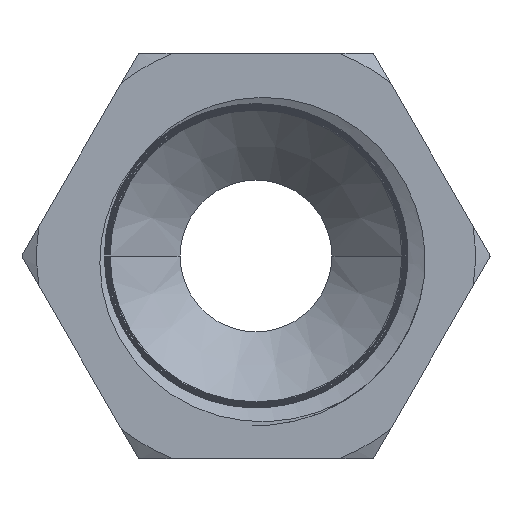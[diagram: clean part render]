
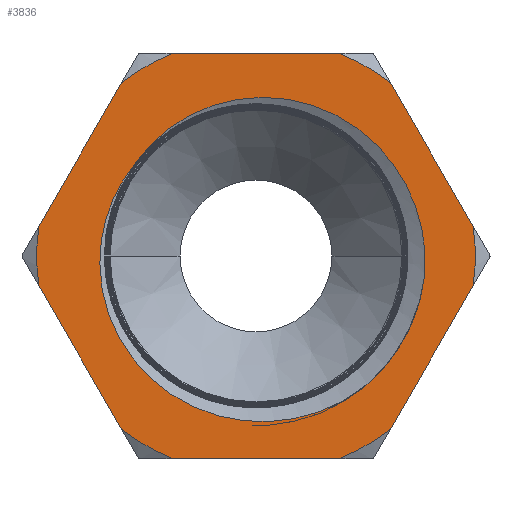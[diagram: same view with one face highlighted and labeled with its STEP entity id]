
A CAD part, left-side view. The second image highlights one B-rep face of the part: STEP entity #3836.
In plain terms, the highlighted planar face has unit normal (-1, 0, 0).
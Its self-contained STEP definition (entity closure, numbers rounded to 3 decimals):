
#121=DIRECTION('',(0.,-0.5,0.866));
#122=VECTOR('',#121,12.972);
#123=CARTESIAN_POINT('',(0.,17.013,2.333));
#124=LINE('',#123,#122);
#125=CARTESIAN_POINT('',(0.,0.,0.));
#126=DIRECTION('',(-1.,0.,0.));
#127=DIRECTION('',(0.,0.378,0.926));
#128=AXIS2_PLACEMENT_3D('',#125,#126,#127);
#130=DIRECTION('',(0.,-1.,0.));
#131=VECTOR('',#130,12.972);
#132=CARTESIAN_POINT('',(0.,6.486,15.9));
#133=LINE('',#132,#131);
#134=CARTESIAN_POINT('',(0.,0.,0.));
#135=DIRECTION('',(-1.,0.,0.));
#136=DIRECTION('',(0.,-0.613,0.79));
#137=AXIS2_PLACEMENT_3D('',#134,#135,#136);
#139=DIRECTION('',(0.,-0.5,-0.866));
#140=VECTOR('',#139,12.972);
#141=CARTESIAN_POINT('',(0.,-10.527,13.567));
#142=LINE('',#141,#140);
#143=DIRECTION('',(0.,0.5,-0.866));
#144=VECTOR('',#143,12.972);
#145=CARTESIAN_POINT('',(0.,-17.013,-2.333));
#146=LINE('',#145,#144);
#147=CARTESIAN_POINT('',(0.,0.,0.));
#148=DIRECTION('',(-1.,0.,0.));
#149=DIRECTION('',(0.,-0.378,-0.926));
#150=AXIS2_PLACEMENT_3D('',#147,#148,#149);
#152=DIRECTION('',(0.,1.,0.));
#153=VECTOR('',#152,12.972);
#154=CARTESIAN_POINT('',(0.,-6.486,-15.9));
#155=LINE('',#154,#153);
#156=CARTESIAN_POINT('',(0.,0.,0.));
#157=DIRECTION('',(-1.,0.,0.));
#158=DIRECTION('',(0.,0.613,-0.79));
#159=AXIS2_PLACEMENT_3D('',#156,#157,#158);
#161=DIRECTION('',(0.,0.5,0.866));
#162=VECTOR('',#161,12.972);
#163=CARTESIAN_POINT('',(0.,10.527,-13.567));
#164=LINE('',#163,#162);
#165=CARTESIAN_POINT('',(0.,9.431,7.304));
#166=CARTESIAN_POINT('',(0.,9.086,7.792));
#167=CARTESIAN_POINT('',(0.,8.331,8.709));
#168=CARTESIAN_POINT('',(0.,6.976,9.926));
#169=CARTESIAN_POINT('',(0.,5.463,10.921));
#170=CARTESIAN_POINT('',(0.,3.805,11.687));
#171=CARTESIAN_POINT('',(0.,2.037,12.201));
#172=CARTESIAN_POINT('',(0.,0.217,12.447));
#173=CARTESIAN_POINT('',(0.,-1.648,12.42));
#174=CARTESIAN_POINT('',(0.,-3.475,12.118));
#175=CARTESIAN_POINT('',(0.,-5.248,11.548));
#176=CARTESIAN_POINT('',(0.,-6.933,10.717));
#177=CARTESIAN_POINT('',(0.,-8.503,9.627));
#178=CARTESIAN_POINT('',(0.,-9.907,8.298));
#179=CARTESIAN_POINT('',(0.,-11.058,6.825));
#180=CARTESIAN_POINT('',(0.,-11.944,5.291));
#181=CARTESIAN_POINT('',(0.,-12.598,3.703));
#182=CARTESIAN_POINT('',(0.,-13.041,2.048));
#183=CARTESIAN_POINT('',(0.,-13.269,0.311));
#184=CARTESIAN_POINT('',(0.,-13.266,-0.859));
#185=CARTESIAN_POINT('',(0.,-13.225,-1.45));
#187=CARTESIAN_POINT('',(0.,0.,0.));
#188=DIRECTION('',(-1.,0.,0.));
#189=DIRECTION('',(0.,0.791,0.612));
#190=AXIS2_PLACEMENT_3D('',#187,#188,#189);
#192=CARTESIAN_POINT('',(0.,-8.366,-10.335));
#193=CARTESIAN_POINT('',(0.,-7.837,-10.733));
#194=CARTESIAN_POINT('',(0.,-6.734,-11.44));
#195=CARTESIAN_POINT('',(0.,-4.927,-12.25));
#196=CARTESIAN_POINT('',(0.,-3.045,-12.774));
#197=CARTESIAN_POINT('',(0.,-1.12,-13.014));
#198=CARTESIAN_POINT('',(0.,0.841,-12.965));
#199=CARTESIAN_POINT('',(0.,2.815,-12.612));
#200=CARTESIAN_POINT('',(0.,4.763,-11.931));
#201=CARTESIAN_POINT('',(0.,6.55,-10.962));
#202=CARTESIAN_POINT('',(0.,8.155,-9.727));
#203=CARTESIAN_POINT('',(0.,9.523,-8.277));
#204=CARTESIAN_POINT('',(0.,10.641,-6.64));
#205=CARTESIAN_POINT('',(0.,11.493,-4.832));
#206=CARTESIAN_POINT('',(0.,12.05,-2.892));
#207=CARTESIAN_POINT('',(0.,12.277,-0.898));
#208=CARTESIAN_POINT('',(0.,12.193,0.936));
#209=CARTESIAN_POINT('',(0.,11.879,2.591));
#210=CARTESIAN_POINT('',(0.,11.369,4.126));
#211=CARTESIAN_POINT('',(0.,10.653,5.592));
#212=CARTESIAN_POINT('',(0.,10.041,6.504));
#213=CARTESIAN_POINT('',(0.,9.698,6.944));
#215=CARTESIAN_POINT('',(0.,-13.225,-1.45));
#216=CARTESIAN_POINT('',(0.,-13.161,-2.025));
#217=CARTESIAN_POINT('',(0.,-12.961,-3.158));
#218=CARTESIAN_POINT('',(0.,-12.44,-4.817));
#219=CARTESIAN_POINT('',(0.,-11.704,-6.396));
#220=CARTESIAN_POINT('',(0.,-10.78,-7.852));
#221=CARTESIAN_POINT('',(0.,-9.662,-9.192));
#222=CARTESIAN_POINT('',(0.,-8.816,-9.971));
#223=CARTESIAN_POINT('',(0.,-8.366,-10.335));
#239=CARTESIAN_POINT('',(0.,0.,0.));
#240=DIRECTION('',(-1.,0.,0.));
#241=DIRECTION('',(0.,0.991,0.136));
#242=AXIS2_PLACEMENT_3D('',#239,#240,#241);
#265=CARTESIAN_POINT('',(0.,0.,0.));
#266=DIRECTION('',(-1.,0.,0.));
#267=DIRECTION('',(0.,-0.991,-0.136));
#268=AXIS2_PLACEMENT_3D('',#265,#266,#267);
#3578=CARTESIAN_POINT('',(0.,10.527,-13.567));
#3579=CARTESIAN_POINT('',(0.,6.486,-15.9));
#3580=VERTEX_POINT('',#3578);
#3581=VERTEX_POINT('',#3579);
#3582=CARTESIAN_POINT('',(0.,-6.486,-15.9));
#3583=CARTESIAN_POINT('',(0.,-10.527,-13.567));
#3584=VERTEX_POINT('',#3582);
#3585=VERTEX_POINT('',#3583);
#3586=CARTESIAN_POINT('',(0.,-10.527,13.567));
#3587=CARTESIAN_POINT('',(0.,-6.486,15.9));
#3588=VERTEX_POINT('',#3586);
#3589=VERTEX_POINT('',#3587);
#3590=CARTESIAN_POINT('',(0.,6.486,15.9));
#3591=CARTESIAN_POINT('',(0.,10.527,13.567));
#3592=VERTEX_POINT('',#3590);
#3593=VERTEX_POINT('',#3591);
#3610=CARTESIAN_POINT('',(0.,17.013,-2.333));
#3611=VERTEX_POINT('',#3610);
#3612=CARTESIAN_POINT('',(0.,17.013,2.333));
#3613=VERTEX_POINT('',#3612);
#3614=CARTESIAN_POINT('',(0.,-17.013,2.333));
#3615=VERTEX_POINT('',#3614);
#3616=CARTESIAN_POINT('',(0.,-17.013,-2.333));
#3617=VERTEX_POINT('',#3616);
#3664=VERTEX_POINT('',#165);
#3665=VERTEX_POINT('',#185);
#3666=VERTEX_POINT('',#223);
#3667=VERTEX_POINT('',#213);
#3795=CARTESIAN_POINT('',(0.,0.,0.));
#3796=DIRECTION('',(1.,0.,0.));
#3797=DIRECTION('',(0.,0.,-1.));
#3798=AXIS2_PLACEMENT_3D('',#3795,#3796,#3797);
#3799=PLANE('',#3798);
#3801=ORIENTED_EDGE('',*,*,#3800,.F.);
#3803=ORIENTED_EDGE('',*,*,#3802,.T.);
#3805=ORIENTED_EDGE('',*,*,#3804,.F.);
#3807=ORIENTED_EDGE('',*,*,#3806,.T.);
#3809=ORIENTED_EDGE('',*,*,#3808,.F.);
#3811=ORIENTED_EDGE('',*,*,#3810,.T.);
#3813=ORIENTED_EDGE('',*,*,#3812,.F.);
#3815=ORIENTED_EDGE('',*,*,#3814,.T.);
#3817=ORIENTED_EDGE('',*,*,#3816,.F.);
#3819=ORIENTED_EDGE('',*,*,#3818,.T.);
#3821=ORIENTED_EDGE('',*,*,#3820,.F.);
#3823=ORIENTED_EDGE('',*,*,#3822,.T.);
#3824=EDGE_LOOP('',(#3801,#3803,#3805,#3807,#3809,#3811,#3813,#3815,#3817,#3819,
#3821,#3823));
#3825=FACE_OUTER_BOUND('',#3824,.F.);
#3827=ORIENTED_EDGE('',*,*,#3826,.F.);
#3829=ORIENTED_EDGE('',*,*,#3828,.T.);
#3831=ORIENTED_EDGE('',*,*,#3830,.F.);
#3833=ORIENTED_EDGE('',*,*,#3832,.F.);
#3834=EDGE_LOOP('',(#3827,#3829,#3831,#3833));
#3835=FACE_BOUND('',#3834,.F.);
#129=CIRCLE('',#128,17.172);
#138=CIRCLE('',#137,17.172);
#151=CIRCLE('',#150,17.172);
#160=CIRCLE('',#159,17.172);
#186=B_SPLINE_CURVE_WITH_KNOTS('',3,(#165,#166,#167,#168,#169,#170,#171,#172,
#173,#174,#175,#176,#177,#178,#179,#180,#181,#182,#183,#184,#185),.UNSPECIFIED.,
.F.,.F.,(4,1,1,1,1,1,1,1,1,1,1,1,1,1,1,1,1,1,4),(0.,0.056,
0.111,0.167,0.222,0.278,
0.333,0.389,0.444,0.5,0.556,
0.611,0.667,0.722,0.778,
0.833,0.889,0.944,1.),.UNSPECIFIED.);
#191=CIRCLE('',#190,11.928);
#214=B_SPLINE_CURVE_WITH_KNOTS('',3,(#192,#193,#194,#195,#196,#197,#198,#199,
#200,#201,#202,#203,#204,#205,#206,#207,#208,#209,#210,#211,#212,#213),
.UNSPECIFIED.,.F.,.F.,(4,1,1,1,1,1,1,1,1,1,1,1,1,1,1,1,1,1,1,4),(0.,
0.053,0.105,0.158,0.211,
0.263,0.316,0.368,0.421,
0.474,0.526,0.579,0.632,
0.684,0.737,0.789,0.842,
0.895,0.947,1.),.UNSPECIFIED.);
#224=B_SPLINE_CURVE_WITH_KNOTS('',3,(#215,#216,#217,#218,#219,#220,#221,#222,
#223),.UNSPECIFIED.,.F.,.F.,(4,1,1,1,1,1,4),(0.,0.167,
0.333,0.5,0.667,0.833,1.),
.UNSPECIFIED.);
#243=CIRCLE('',#242,17.172);
#269=CIRCLE('',#268,17.172);
#3800=EDGE_CURVE('',#3613,#3611,#243,.T.);
#3802=EDGE_CURVE('',#3613,#3593,#124,.T.);
#3804=EDGE_CURVE('',#3592,#3593,#129,.T.);
#3806=EDGE_CURVE('',#3592,#3589,#133,.T.);
#3808=EDGE_CURVE('',#3588,#3589,#138,.T.);
#3810=EDGE_CURVE('',#3588,#3615,#142,.T.);
#3812=EDGE_CURVE('',#3617,#3615,#269,.T.);
#3814=EDGE_CURVE('',#3617,#3585,#146,.T.);
#3816=EDGE_CURVE('',#3584,#3585,#151,.T.);
#3818=EDGE_CURVE('',#3584,#3581,#155,.T.);
#3820=EDGE_CURVE('',#3580,#3581,#160,.T.);
#3822=EDGE_CURVE('',#3580,#3611,#164,.T.);
#3826=EDGE_CURVE('',#3664,#3665,#186,.T.);
#3828=EDGE_CURVE('',#3664,#3667,#191,.T.);
#3830=EDGE_CURVE('',#3666,#3667,#214,.T.);
#3832=EDGE_CURVE('',#3665,#3666,#224,.T.);
#3836=ADVANCED_FACE('',(#3825,#3835),#3799,.F.);
